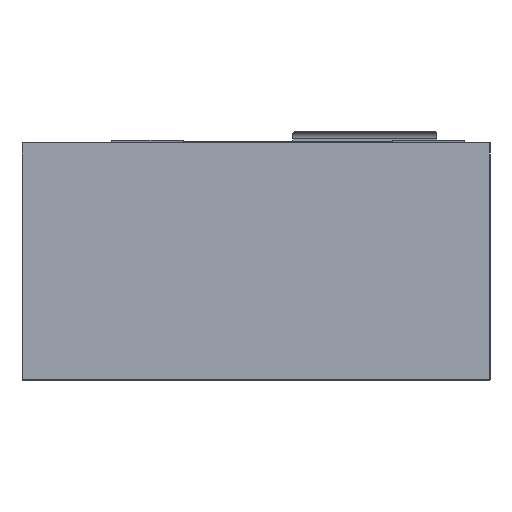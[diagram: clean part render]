
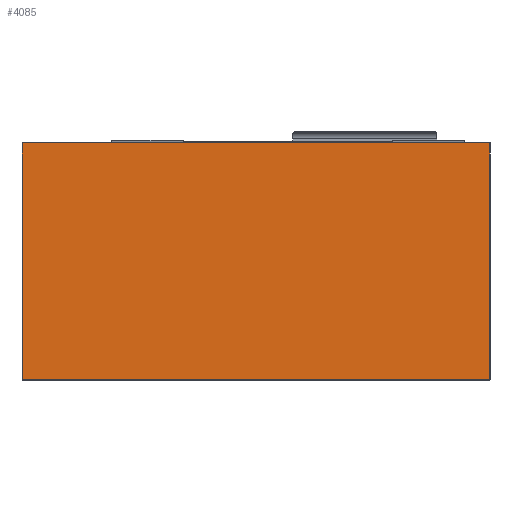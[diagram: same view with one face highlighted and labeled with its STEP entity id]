
A CAD part, left-side view. The second image highlights one B-rep face of the part: STEP entity #4085.
In plain terms, the highlighted planar face has unit normal (-1, 0, 0).
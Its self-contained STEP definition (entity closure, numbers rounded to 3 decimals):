
#49 = EDGE_CURVE ( 'NONE', #3281, #6735, #1062, .T. ) ;
#101 = DIRECTION ( 'NONE',  ( 1., 0., 0. ) ) ;
#181 = ORIENTED_EDGE ( 'NONE', *, *, #7367, .T. ) ;
#495 = VERTEX_POINT ( 'NONE', #6482 ) ;
#662 = VECTOR ( 'NONE', #1690, 1000. ) ;
#1062 = LINE ( 'NONE', #1149, #6064 ) ;
#1149 = CARTESIAN_POINT ( 'NONE',  ( -550., 1., 0. ) ) ;
#1302 = DIRECTION ( 'NONE',  ( 0., 1., 0. ) ) ;
#1304 = CARTESIAN_POINT ( 'NONE',  ( -550., 1300., -659. ) ) ;
#1690 = DIRECTION ( 'NONE',  ( 0., 0., -1. ) ) ;
#2053 = CARTESIAN_POINT ( 'NONE',  ( -550., 1299., -659. ) ) ;
#2066 = DIRECTION ( 'NONE',  ( 0., 0., -1. ) ) ;
#2187 = EDGE_CURVE ( 'NONE', #6735, #495, #6690, .T. ) ;
#2350 = LINE ( 'NONE', #3681, #662 ) ;
#3281 = VERTEX_POINT ( 'NONE', #7445 ) ;
#3355 = CARTESIAN_POINT ( 'NONE',  ( -550., 1300., -100. ) ) ;
#3654 = ORIENTED_EDGE ( 'NONE', *, *, #7544, .T. ) ;
#3681 = CARTESIAN_POINT ( 'NONE',  ( -550., 1299., -100. ) ) ;
#3975 = PLANE ( 'NONE',  #5704 ) ;
#4085 = ADVANCED_FACE ( 'Fl�che5', ( #6715 ), #3975, .F. ) ;
#4685 = VECTOR ( 'NONE', #1302, 1000. ) ;
#4838 = DIRECTION ( 'NONE',  ( 0., -1., 0. ) ) ;
#4904 = ORIENTED_EDGE ( 'NONE', *, *, #49, .T. ) ;
#5115 = DIRECTION ( 'NONE',  ( 0., 0., 1. ) ) ;
#5704 = AXIS2_PLACEMENT_3D ( 'NONE', #3355, #101, #2066 ) ;
#5723 = ORIENTED_EDGE ( 'NONE', *, *, #2187, .T. ) ;
#5834 = VERTEX_POINT ( 'NONE', #2053 ) ;
#6064 = VECTOR ( 'NONE', #5115, 1000. ) ;
#6432 = VECTOR ( 'NONE', #4838, 1000. ) ;
#6437 = CARTESIAN_POINT ( 'NONE',  ( -550., 1., -1. ) ) ;
#6482 = CARTESIAN_POINT ( 'NONE',  ( -550., 1299., -1. ) ) ;
#6690 = LINE ( 'NONE', #8006, #4685 ) ;
#6715 = FACE_OUTER_BOUND ( 'NONE', #7148, .T. ) ;
#6735 = VERTEX_POINT ( 'NONE', #6437 ) ;
#7148 = EDGE_LOOP ( 'NONE', ( #4904, #5723, #3654, #181 ) ) ;
#7367 = EDGE_CURVE ( 'NONE', #5834, #3281, #7523, .T. ) ;
#7445 = CARTESIAN_POINT ( 'NONE',  ( -550., 1., -659. ) ) ;
#7523 = LINE ( 'NONE', #1304, #6432 ) ;
#7544 = EDGE_CURVE ( 'NONE', #495, #5834, #2350, .T. ) ;
#8006 = CARTESIAN_POINT ( 'NONE',  ( -550., 1300., -1. ) ) ;
